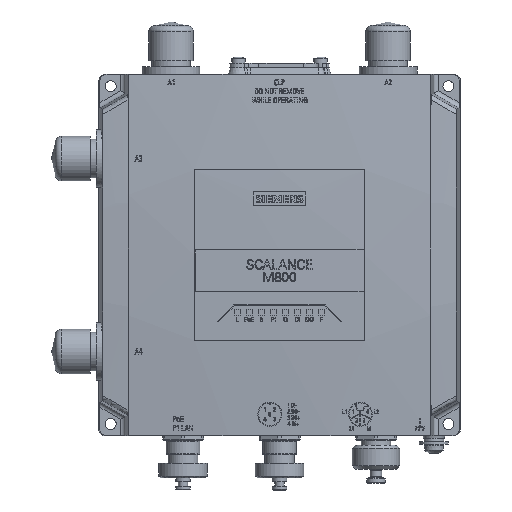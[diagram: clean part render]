
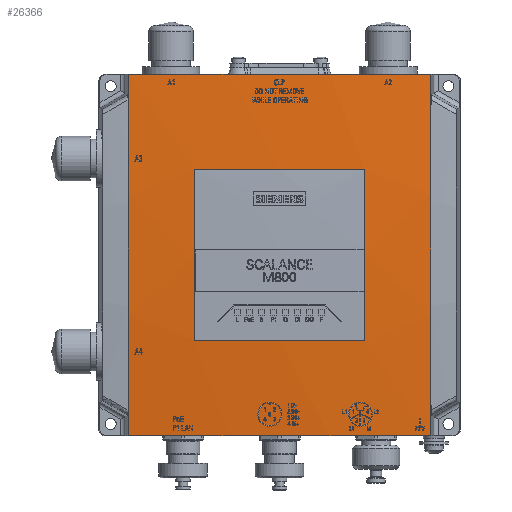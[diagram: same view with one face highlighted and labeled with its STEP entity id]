
A CAD part, front view. The second image highlights one B-rep face of the part: STEP entity #26366.
In plain terms, the highlighted spherical face has radius 1000 mm.
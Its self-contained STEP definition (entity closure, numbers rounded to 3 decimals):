
#19700=SPHERICAL_SURFACE('',#70825,1000.);
#21216=B_SPLINE_CURVE_WITH_KNOTS('',3,(#109909,#109910,#109911,#109912,
#109913,#109914),.UNSPECIFIED.,.F.,.F.,(4,2,4),(0.,0.5,1.),
 .UNSPECIFIED.);
#21217=B_SPLINE_CURVE_WITH_KNOTS('',3,(#109917,#109918,#109919,#109920,
#109921,#109922),.UNSPECIFIED.,.F.,.F.,(4,2,4),(0.,0.5,1.),
 .UNSPECIFIED.);
#21218=B_SPLINE_CURVE_WITH_KNOTS('',3,(#109924,#109925,#109926,#109927,
#109928,#109929),.UNSPECIFIED.,.F.,.F.,(4,2,4),(0.,0.5,1.),
 .UNSPECIFIED.);
#21219=B_SPLINE_CURVE_WITH_KNOTS('',3,(#109931,#109932,#109933,#109934,
#109935,#109936),.UNSPECIFIED.,.F.,.F.,(4,2,4),(0.,0.5,1.),
 .UNSPECIFIED.);
#26366=ADVANCED_FACE('',(#35309,#35310),#19700,.T.);
#35309=FACE_BOUND('',#37829,.T.);
#35310=FACE_BOUND('',#37830,.T.);
#37829=EDGE_LOOP('',(#47340,#47341,#47342,#47343));
#37830=EDGE_LOOP('',(#47344,#47345,#47346,#47347));
#47340=ORIENTED_EDGE('',*,*,#62112,.F.);
#47341=ORIENTED_EDGE('',*,*,#62113,.F.);
#47342=ORIENTED_EDGE('',*,*,#62114,.F.);
#47343=ORIENTED_EDGE('',*,*,#62115,.F.);
#47344=ORIENTED_EDGE('',*,*,#62116,.T.);
#47345=ORIENTED_EDGE('',*,*,#62117,.T.);
#47346=ORIENTED_EDGE('',*,*,#62118,.F.);
#47347=ORIENTED_EDGE('',*,*,#62119,.T.);
#56136=VERTEX_POINT('',#109915);
#56137=VERTEX_POINT('',#109916);
#56138=VERTEX_POINT('',#109923);
#56139=VERTEX_POINT('',#109930);
#56140=VERTEX_POINT('',#109938);
#56141=VERTEX_POINT('',#109939);
#56142=VERTEX_POINT('',#109941);
#56143=VERTEX_POINT('',#109943);
#62112=EDGE_CURVE('',#56136,#56137,#21216,.T.);
#62113=EDGE_CURVE('',#56138,#56136,#21217,.T.);
#62114=EDGE_CURVE('',#56139,#56138,#21218,.T.);
#62115=EDGE_CURVE('',#56137,#56139,#21219,.T.);
#62116=EDGE_CURVE('',#56140,#56141,#66708,.T.);
#62117=EDGE_CURVE('',#56141,#56142,#66709,.T.);
#62118=EDGE_CURVE('',#56143,#56142,#66710,.T.);
#62119=EDGE_CURVE('',#56143,#56140,#66711,.T.);
#66708=CIRCLE('',#70821,997.184);
#66709=CIRCLE('',#70822,993.397);
#66710=CIRCLE('',#70823,997.184);
#66711=CIRCLE('',#70824,993.397);
#70821=AXIS2_PLACEMENT_3D('',#109937,#80653,#80654);
#70822=AXIS2_PLACEMENT_3D('',#109940,#80655,#80656);
#70823=AXIS2_PLACEMENT_3D('',#109942,#80657,#80658);
#70824=AXIS2_PLACEMENT_3D('',#109944,#80659,#80660);
#70825=AXIS2_PLACEMENT_3D('',#109945,#80661,#80662);
#80653=DIRECTION('',(0.,-1.,0.));
#80654=DIRECTION('',(0.,0.,-1.));
#80655=DIRECTION('',(0.999,0.,-0.052));
#80656=DIRECTION('',(0.052,0.,0.999));
#80657=DIRECTION('',(0.,-1.,0.));
#80658=DIRECTION('',(0.,0.,1.));
#80659=DIRECTION('',(-0.999,0.,-0.052));
#80660=DIRECTION('',(0.052,0.,-0.999));
#80661=DIRECTION('',(0.,-1.,0.));
#80662=DIRECTION('',(0.,0.,1.));
#109909=CARTESIAN_POINT('',(35.294,35.36,37.751));
#109910=CARTESIAN_POINT('',(23.534,35.381,38.166));
#109911=CARTESIAN_POINT('',(11.767,35.392,38.374));
#109912=CARTESIAN_POINT('',(-11.769,35.392,38.373));
#109913=CARTESIAN_POINT('',(-23.534,35.381,38.166));
#109914=CARTESIAN_POINT('',(-35.294,35.36,37.751));
#109915=CARTESIAN_POINT('',(35.294,35.36,37.751));
#109916=CARTESIAN_POINT('',(-35.294,35.36,37.751));
#109917=CARTESIAN_POINT('',(35.294,-35.36,37.751));
#109918=CARTESIAN_POINT('',(35.316,-23.577,38.168));
#109919=CARTESIAN_POINT('',(35.327,-11.788,38.376));
#109920=CARTESIAN_POINT('',(35.327,11.791,38.376));
#109921=CARTESIAN_POINT('',(35.316,23.577,38.168));
#109922=CARTESIAN_POINT('',(35.294,35.36,37.751));
#109923=CARTESIAN_POINT('',(35.294,-35.36,37.751));
#109924=CARTESIAN_POINT('',(-35.294,-35.36,37.751));
#109925=CARTESIAN_POINT('',(-23.534,-35.381,38.166));
#109926=CARTESIAN_POINT('',(-11.767,-35.392,38.374));
#109927=CARTESIAN_POINT('',(11.769,-35.392,38.373));
#109928=CARTESIAN_POINT('',(23.534,-35.381,38.166));
#109929=CARTESIAN_POINT('',(35.294,-35.36,37.751));
#109930=CARTESIAN_POINT('',(-35.294,-35.36,37.751));
#109931=CARTESIAN_POINT('',(-35.294,35.36,37.751));
#109932=CARTESIAN_POINT('',(-35.316,23.577,38.168));
#109933=CARTESIAN_POINT('',(-35.327,11.788,38.376));
#109934=CARTESIAN_POINT('',(-35.327,-11.791,38.376));
#109935=CARTESIAN_POINT('',(-35.316,-23.577,38.168));
#109936=CARTESIAN_POINT('',(-35.294,-35.36,37.751));
#109937=CARTESIAN_POINT('',(0.,75.,-961.));
#109938=CARTESIAN_POINT('',(62.731,75.,34.208));
#109939=CARTESIAN_POINT('',(-62.731,75.,34.208));
#109940=CARTESIAN_POINT('',(-114.573,0.,-954.995));
#109941=CARTESIAN_POINT('',(-62.731,-75.,34.208));
#109942=CARTESIAN_POINT('',(0.,-75.,-961.));
#109943=CARTESIAN_POINT('',(62.731,-75.,34.208));
#109944=CARTESIAN_POINT('',(114.573,0.,-954.995));
#109945=CARTESIAN_POINT('',(0.,0.,-961.));
